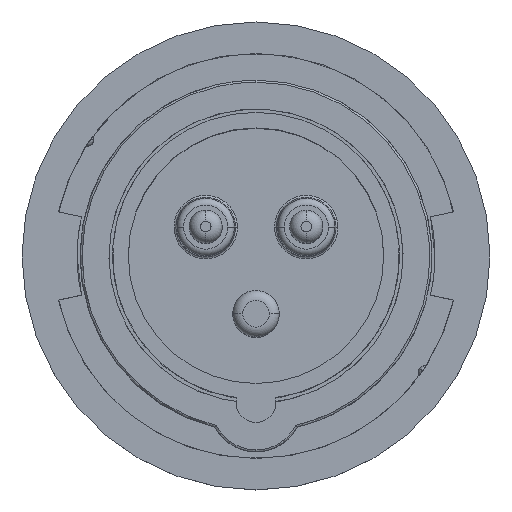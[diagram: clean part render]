
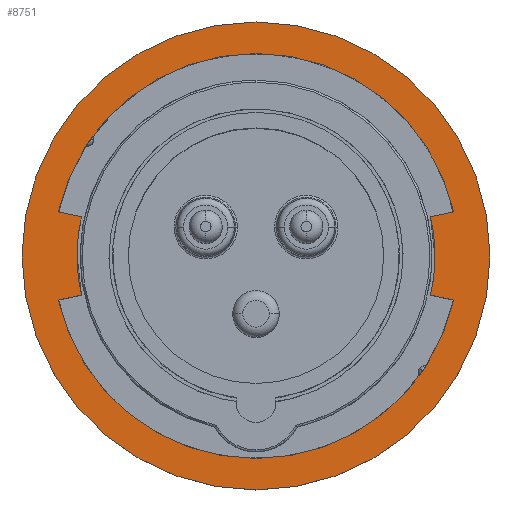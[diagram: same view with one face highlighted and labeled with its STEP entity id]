
A CAD part, top view. The second image highlights one B-rep face of the part: STEP entity #8751.
In plain terms, the highlighted planar face has unit normal (0, 0, 1).
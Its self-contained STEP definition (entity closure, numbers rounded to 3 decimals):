
#205 = AXIS2_PLACEMENT_3D ( 'NONE', #15922, #16166, #10559 ) ;
#207 = DIRECTION ( 'NONE',  ( 0., 1., 0. ) ) ;
#738 = VERTEX_POINT ( 'NONE', #8191 ) ;
#774 = DIRECTION ( 'NONE',  ( 0.978, -0.208, 0. ) ) ;
#911 = VERTEX_POINT ( 'NONE', #4959 ) ;
#1878 = ORIENTED_EDGE ( 'NONE', *, *, #4377, .F. ) ;
#1942 = LINE ( 'NONE', #9665, #20988 ) ;
#2152 = LINE ( 'NONE', #22662, #6650 ) ;
#2164 = DIRECTION ( 'NONE',  ( 0.978, 0.208, 0. ) ) ;
#2491 = CARTESIAN_POINT ( 'NONE',  ( -29.769, 6.638, -24.9 ) ) ;
#2695 = AXIS2_PLACEMENT_3D ( 'NONE', #7798, #6033, #4144 ) ;
#2986 = ORIENTED_EDGE ( 'NONE', *, *, #22217, .T. ) ;
#3274 = CARTESIAN_POINT ( 'NONE',  ( -35.25, 0., -24.9 ) ) ;
#3633 = EDGE_CURVE ( 'NONE', #16138, #23838, #5533, .T. ) ;
#3641 = VECTOR ( 'NONE', #17500, 1000. ) ;
#3897 = CIRCLE ( 'NONE', #16686, 30.5 ) ;
#4027 = FACE_OUTER_BOUND ( 'NONE', #22346, .T. ) ;
#4144 = DIRECTION ( 'NONE',  ( 0., -1., 0. ) ) ;
#4377 = EDGE_CURVE ( 'NONE', #19062, #9378, #8543, .T. ) ;
#4527 = DIRECTION ( 'NONE',  ( 0., -1., 0. ) ) ;
#4745 = DIRECTION ( 'NONE',  ( 0., 1., 0. ) ) ;
#4959 = CARTESIAN_POINT ( 'NONE',  ( -26.95, 0., -24.9 ) ) ;
#5533 = CIRCLE ( 'NONE', #15084, 26.95 ) ;
#6033 = DIRECTION ( 'NONE',  ( 0., 0., -1. ) ) ;
#6088 = CARTESIAN_POINT ( 'NONE',  ( 0., 0., -24.9 ) ) ;
#6147 = DIRECTION ( 'NONE',  ( 0., 0., 1. ) ) ;
#6293 = AXIS2_PLACEMENT_3D ( 'NONE', #21967, #18092, #4745 ) ;
#6459 = DIRECTION ( 'NONE',  ( 0., -1., 0. ) ) ;
#6520 = LINE ( 'NONE', #15744, #11158 ) ;
#6650 = VECTOR ( 'NONE', #24549, 1000. ) ;
#6791 = ORIENTED_EDGE ( 'NONE', *, *, #11103, .T. ) ;
#7519 = ORIENTED_EDGE ( 'NONE', *, *, #3633, .T. ) ;
#7521 = VERTEX_POINT ( 'NONE', #8720 ) ;
#7563 = AXIS2_PLACEMENT_3D ( 'NONE', #13106, #21216, #15230 ) ;
#7619 = CARTESIAN_POINT ( 'NONE',  ( 26.95, 0., -24.9 ) ) ;
#7658 = CARTESIAN_POINT ( 'NONE',  ( 29.769, 6.638, -24.9 ) ) ;
#7798 = CARTESIAN_POINT ( 'NONE',  ( 0., 0., -24.9 ) ) ;
#8157 = EDGE_LOOP ( 'NONE', ( #15458, #7519, #2986, #18432, #15429, #13984, #12719, #21643, #18276, #6791 ) ) ;
#8182 = EDGE_CURVE ( 'NONE', #738, #7521, #3897, .T. ) ;
#8191 = CARTESIAN_POINT ( 'NONE',  ( 29.769, -6.638, -24.9 ) ) ;
#8543 = CIRCLE ( 'NONE', #20100, 35.25 ) ;
#8720 = CARTESIAN_POINT ( 'NONE',  ( -29.769, -6.638, -24.9 ) ) ;
#8751 = ADVANCED_FACE ( 'NONE', ( #17387, #4027 ), #10133, .T. ) ;
#9378 = VERTEX_POINT ( 'NONE', #11608 ) ;
#9439 = VERTEX_POINT ( 'NONE', #17853 ) ;
#9665 = CARTESIAN_POINT ( 'NONE',  ( -29.769, -6.638, -24.9 ) ) ;
#9723 = VERTEX_POINT ( 'NONE', #13903 ) ;
#9884 = LINE ( 'NONE', #11989, #3641 ) ;
#9913 = EDGE_CURVE ( 'NONE', #9378, #19062, #24661, .T. ) ;
#10133 = PLANE ( 'NONE',  #12636 ) ;
#10559 = DIRECTION ( 'NONE',  ( 0., 1., 0. ) ) ;
#10836 = DIRECTION ( 'NONE',  ( 0., 0., -1. ) ) ;
#11103 = EDGE_CURVE ( 'NONE', #24368, #9439, #2152, .T. ) ;
#11158 = VECTOR ( 'NONE', #774, 1000. ) ;
#11608 = CARTESIAN_POINT ( 'NONE',  ( 35.25, 0., -24.9 ) ) ;
#11808 = AXIS2_PLACEMENT_3D ( 'NONE', #16649, #18384, #12620 ) ;
#11989 = CARTESIAN_POINT ( 'NONE',  ( -26.296, 5.9, -24.9 ) ) ;
#12161 = EDGE_CURVE ( 'NONE', #7521, #24649, #1942, .T. ) ;
#12175 = DIRECTION ( 'NONE',  ( 0., 0., -1. ) ) ;
#12620 = DIRECTION ( 'NONE',  ( 0., -1., 0. ) ) ;
#12636 = AXIS2_PLACEMENT_3D ( 'NONE', #21624, #6147, #4527 ) ;
#12719 = ORIENTED_EDGE ( 'NONE', *, *, #16782, .T. ) ;
#13106 = CARTESIAN_POINT ( 'NONE',  ( 0., 0., -24.9 ) ) ;
#13903 = CARTESIAN_POINT ( 'NONE',  ( -26.296, 5.9, -24.9 ) ) ;
#13984 = ORIENTED_EDGE ( 'NONE', *, *, #19146, .T. ) ;
#14675 = EDGE_CURVE ( 'NONE', #9439, #16138, #19730, .T. ) ;
#15084 = AXIS2_PLACEMENT_3D ( 'NONE', #21071, #17327, #207 ) ;
#15230 = DIRECTION ( 'NONE',  ( 0., 1., 0. ) ) ;
#15423 = CIRCLE ( 'NONE', #11808, 30.5 ) ;
#15429 = ORIENTED_EDGE ( 'NONE', *, *, #12161, .T. ) ;
#15458 = ORIENTED_EDGE ( 'NONE', *, *, #14675, .T. ) ;
#15744 = CARTESIAN_POINT ( 'NONE',  ( 26.296, -5.9, -24.9 ) ) ;
#15893 = CIRCLE ( 'NONE', #7563, 26.95 ) ;
#15922 = CARTESIAN_POINT ( 'NONE',  ( 0., 0., -24.9 ) ) ;
#16138 = VERTEX_POINT ( 'NONE', #7619 ) ;
#16166 = DIRECTION ( 'NONE',  ( 0., 0., -1. ) ) ;
#16649 = CARTESIAN_POINT ( 'NONE',  ( 0., 0., -24.9 ) ) ;
#16686 = AXIS2_PLACEMENT_3D ( 'NONE', #6088, #12175, #6459 ) ;
#16782 = EDGE_CURVE ( 'NONE', #911, #9723, #17081, .T. ) ;
#16887 = VERTEX_POINT ( 'NONE', #2491 ) ;
#17081 = CIRCLE ( 'NONE', #6293, 26.95 ) ;
#17327 = DIRECTION ( 'NONE',  ( 0., 0., -1. ) ) ;
#17387 = FACE_BOUND ( 'NONE', #8157, .T. ) ;
#17500 = DIRECTION ( 'NONE',  ( -0.978, 0.208, 0. ) ) ;
#17853 = CARTESIAN_POINT ( 'NONE',  ( 26.296, 5.9, -24.9 ) ) ;
#18071 = CARTESIAN_POINT ( 'NONE',  ( 26.296, -5.9, -24.9 ) ) ;
#18092 = DIRECTION ( 'NONE',  ( 0., 0., -1. ) ) ;
#18276 = ORIENTED_EDGE ( 'NONE', *, *, #24226, .T. ) ;
#18384 = DIRECTION ( 'NONE',  ( 0., 0., -1. ) ) ;
#18432 = ORIENTED_EDGE ( 'NONE', *, *, #8182, .T. ) ;
#18764 = CARTESIAN_POINT ( 'NONE',  ( -26.296, -5.9, -24.9 ) ) ;
#19062 = VERTEX_POINT ( 'NONE', #3274 ) ;
#19146 = EDGE_CURVE ( 'NONE', #24649, #911, #15893, .T. ) ;
#19730 = CIRCLE ( 'NONE', #205, 26.95 ) ;
#20100 = AXIS2_PLACEMENT_3D ( 'NONE', #20339, #10836, #24366 ) ;
#20170 = ORIENTED_EDGE ( 'NONE', *, *, #9913, .F. ) ;
#20339 = CARTESIAN_POINT ( 'NONE',  ( 0., 0., -24.9 ) ) ;
#20869 = EDGE_CURVE ( 'NONE', #9723, #16887, #9884, .T. ) ;
#20988 = VECTOR ( 'NONE', #2164, 1000. ) ;
#21071 = CARTESIAN_POINT ( 'NONE',  ( 0., 0., -24.9 ) ) ;
#21216 = DIRECTION ( 'NONE',  ( 0., 0., -1. ) ) ;
#21624 = CARTESIAN_POINT ( 'NONE',  ( 32.875, 0., -24.9 ) ) ;
#21643 = ORIENTED_EDGE ( 'NONE', *, *, #20869, .T. ) ;
#21967 = CARTESIAN_POINT ( 'NONE',  ( 0., 0., -24.9 ) ) ;
#22217 = EDGE_CURVE ( 'NONE', #23838, #738, #6520, .T. ) ;
#22346 = EDGE_LOOP ( 'NONE', ( #20170, #1878 ) ) ;
#22662 = CARTESIAN_POINT ( 'NONE',  ( 29.769, 6.638, -24.9 ) ) ;
#23838 = VERTEX_POINT ( 'NONE', #18071 ) ;
#24226 = EDGE_CURVE ( 'NONE', #16887, #24368, #15423, .T. ) ;
#24366 = DIRECTION ( 'NONE',  ( 0., -1., 0. ) ) ;
#24368 = VERTEX_POINT ( 'NONE', #7658 ) ;
#24549 = DIRECTION ( 'NONE',  ( -0.978, -0.208, 0. ) ) ;
#24649 = VERTEX_POINT ( 'NONE', #18764 ) ;
#24661 = CIRCLE ( 'NONE', #2695, 35.25 ) ;
